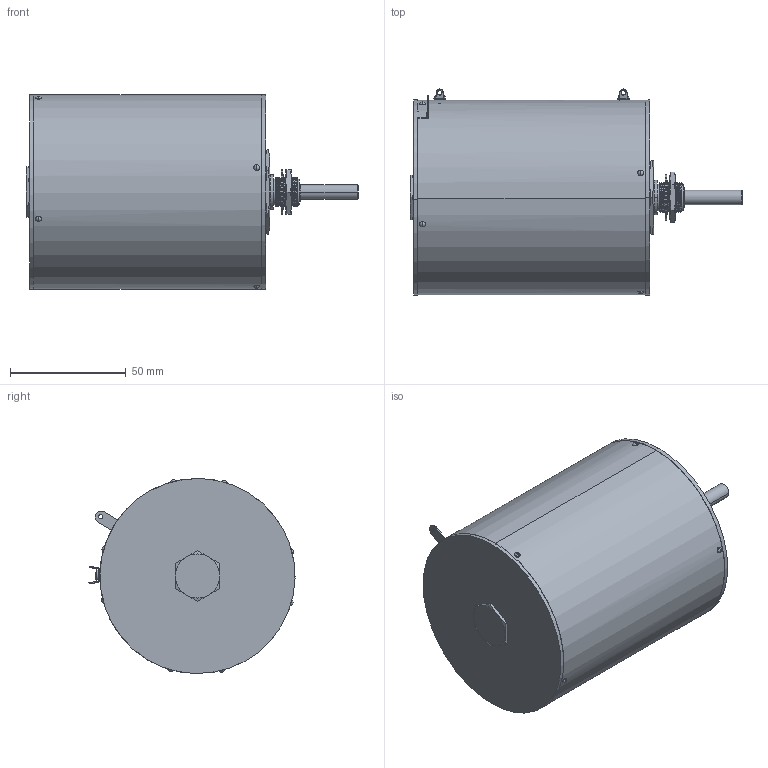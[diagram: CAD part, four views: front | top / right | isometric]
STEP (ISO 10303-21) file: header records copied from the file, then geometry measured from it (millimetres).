
FILE_DESCRIPTION((''),'2;1');
FILE_NAME('D-1G_SW0003','2015-07-09T',('bmozley'),(''),'CREO PARAMETRIC BY PTC INC, 2015080','CREO PARAMETRIC BY PTC INC, 2015080','');
FILE_SCHEMA(('CONFIG_CONTROL_DESIGN'));
Length unit declared in the file: inch
Products named in the file (1): D-1G_SW0003
Bounding box: 143.51 x 89.08 x 84.33 mm (x, y, z)
Volume: 571606.1 mm3; surface area: 43794.3 mm2
Topology: 5 solids, 5 shells, 606 faces, 1536 edges, 952 vertices
Faces by surface type: cylinder 214, bspline 162, plane 150, cone 45, torus 19, sphere 16
Entity records: 35468 total; most frequent: CARTESIAN_POINT 22091, ORIENTED_EDGE 3040, DIRECTION 2304, EDGE_CURVE 1520, VERTEX_POINT 952, AXIS2_PLACEMENT_3D 857, EDGE_LOOP 664, FACE_OUTER_BOUND 606
